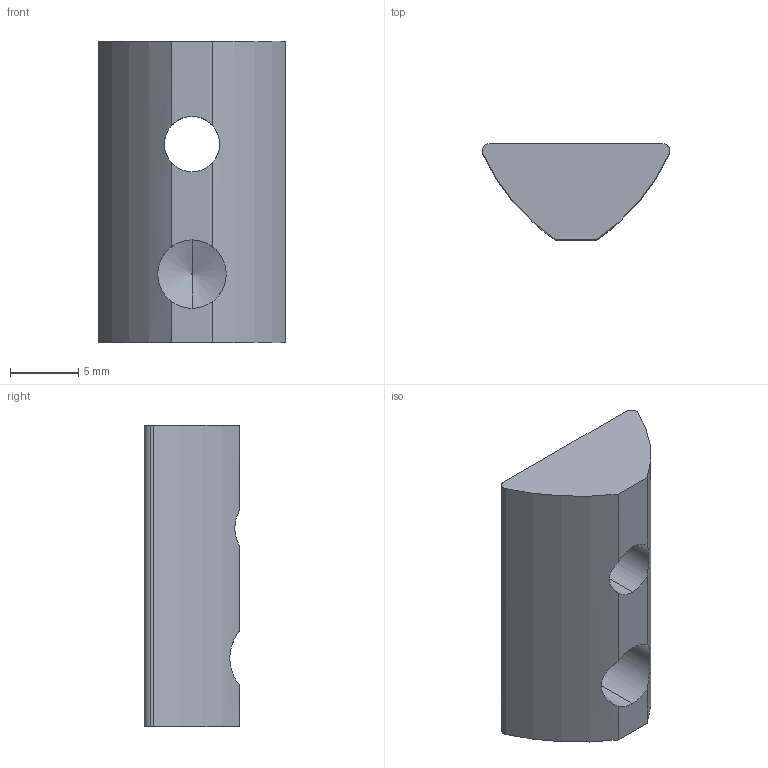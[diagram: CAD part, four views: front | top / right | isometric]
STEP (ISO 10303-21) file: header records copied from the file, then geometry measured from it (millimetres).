
FILE_DESCRIPTION (( 'STEP AP214' ), '1' );
FILE_NAME ('09600u10-32.STEP', '2014-08-18T09:06:32', ( '' ), ( '' ), 'SwSTEP 2.0', 'SolidWorks 2014', '' );
FILE_SCHEMA (( 'AUTOMOTIVE_DESIGN' ));
Length unit declared in the file: millimetre
Products named in the file (1): 09600u10-32
Bounding box: 13.7 x 7 x 22 mm (x, y, z)
Volume: 1288.3 mm3; surface area: 1043.7 mm2
Topology: 1 solids, 1 shells, 18 faces, 49 edges, 32 vertices
Faces by surface type: cylinder 9, plane 7, cone 2
Entity records: 693 total; most frequent: CARTESIAN_POINT 160, DIRECTION 107, ORIENTED_EDGE 98, EDGE_CURVE 49, AXIS2_PLACEMENT_3D 43, VERTEX_POINT 32, CIRCLE 24, VECTOR 21
